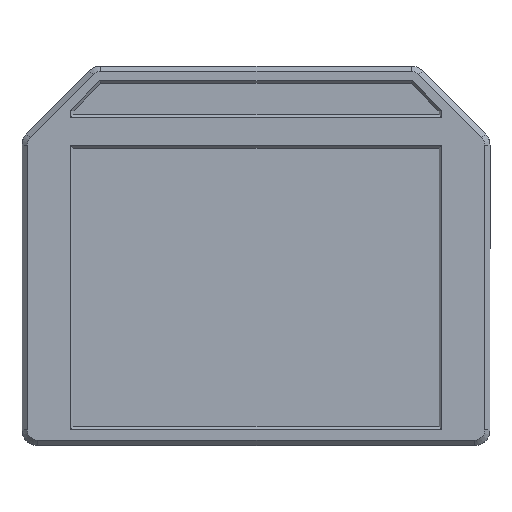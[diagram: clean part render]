
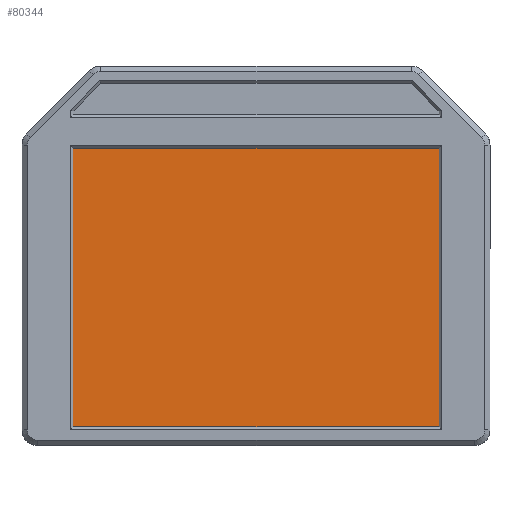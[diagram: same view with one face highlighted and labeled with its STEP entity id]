
A CAD part, top view. The second image highlights one B-rep face of the part: STEP entity #80344.
In plain terms, the highlighted planar face has unit normal (0, 0, 1).
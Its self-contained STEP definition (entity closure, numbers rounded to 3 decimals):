
#3036=PLANE('',#84665);
#11140=LINE('',#124671,#18310);
#11141=LINE('',#124674,#18311);
#11142=LINE('',#124676,#18312);
#11143=LINE('',#124678,#18313);
#18310=VECTOR('',#100310,1000.);
#18311=VECTOR('',#100311,1000.);
#18312=VECTOR('',#100312,1000.);
#18313=VECTOR('',#100313,1000.);
#36125=ORIENTED_EDGE('',*,*,#44821,.T.);
#36126=ORIENTED_EDGE('',*,*,#44822,.T.);
#36127=ORIENTED_EDGE('',*,*,#44823,.T.);
#36128=ORIENTED_EDGE('',*,*,#44824,.T.);
#44821=EDGE_CURVE('',#50624,#50625,#11140,.T.);
#44822=EDGE_CURVE('',#50625,#50626,#11141,.T.);
#44823=EDGE_CURVE('',#50626,#50627,#11142,.T.);
#44824=EDGE_CURVE('',#50627,#50624,#11143,.T.);
#50624=VERTEX_POINT('',#124672);
#50625=VERTEX_POINT('',#124673);
#50626=VERTEX_POINT('',#124675);
#50627=VERTEX_POINT('',#124677);
#54752=EDGE_LOOP('',(#36125,#36126,#36127,#36128));
#58858=FACE_BOUND('',#54752,.T.);
#80344=ADVANCED_FACE('',(#58858),#3036,.T.);
#84665=AXIS2_PLACEMENT_3D('',#124670,#100308,#100309);
#100308=DIRECTION('',(0.,0.,1.));
#100309=DIRECTION('',(1.,0.,0.));
#100310=DIRECTION('',(-1.,0.,0.));
#100311=DIRECTION('',(0.,-1.,0.));
#100312=DIRECTION('',(1.,0.,0.));
#100313=DIRECTION('',(0.,1.,0.));
#124670=CARTESIAN_POINT('',(5.352,0.986,-51.241));
#124671=CARTESIAN_POINT('',(74.652,51.186,-51.241));
#124672=CARTESIAN_POINT('',(74.652,51.186,-51.241));
#124673=CARTESIAN_POINT('',(-3.048,51.186,-51.241));
#124674=CARTESIAN_POINT('',(-3.048,51.186,-51.241));
#124675=CARTESIAN_POINT('',(-3.048,-3.854,-51.241));
#124676=CARTESIAN_POINT('',(5.352,-3.854,-51.241));
#124677=CARTESIAN_POINT('',(74.652,-3.854,-51.241));
#124678=CARTESIAN_POINT('',(74.652,0.986,-51.241));
